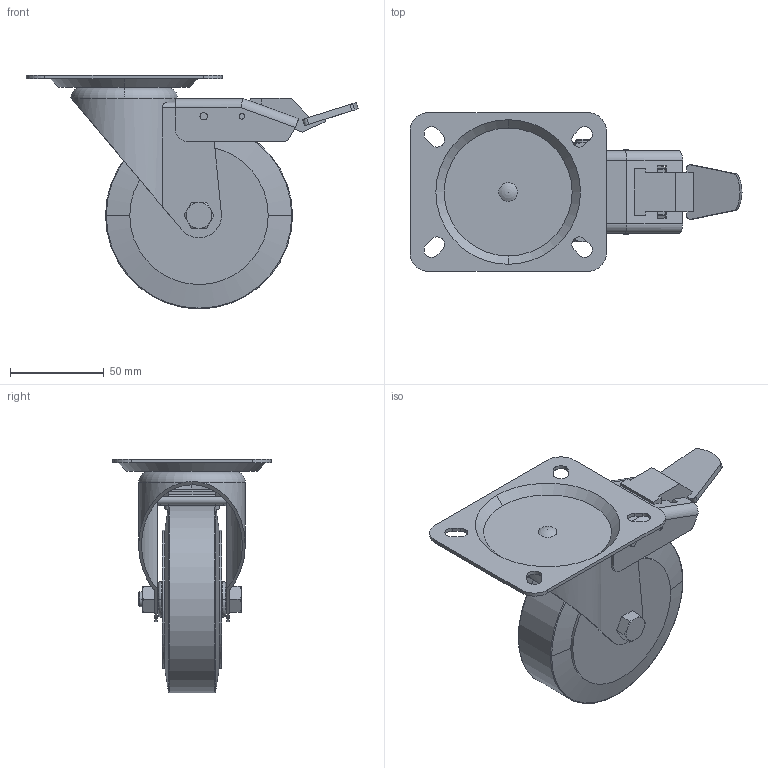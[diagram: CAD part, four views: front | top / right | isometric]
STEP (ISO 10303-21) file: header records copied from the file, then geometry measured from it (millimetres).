
FILE_DESCRIPTION (( 'STEP AP203' ), '1' );
FILE_NAME ('3_842_259_790_Bosch.step', '2024-06-10T08:37:46', ( '' ), ( '' ), 'SwSTEP 2.0', 'SolidWorks 2014', '' );
FILE_SCHEMA (( 'CONFIG_CONTROL_DESIGN' ));
Length unit declared in the file: millimetre
Products named in the file (1): 3_842_259_790_Bosch
Bounding box: 177.5 x 85 x 125 mm (x, y, z)
Volume: 290185.1 mm3; surface area: 77400.8 mm2
Topology: 1 solids, 1 shells, 224 faces, 590 edges, 384 vertices
Faces by surface type: plane 103, cylinder 85, cone 22, torus 12, sphere 2
Entity records: 7264 total; most frequent: CARTESIAN_POINT 1496, DIRECTION 1216, ORIENTED_EDGE 1172, EDGE_CURVE 586, AXIS2_PLACEMENT_3D 447, VERTEX_POINT 382, LINE 322, VECTOR 322
